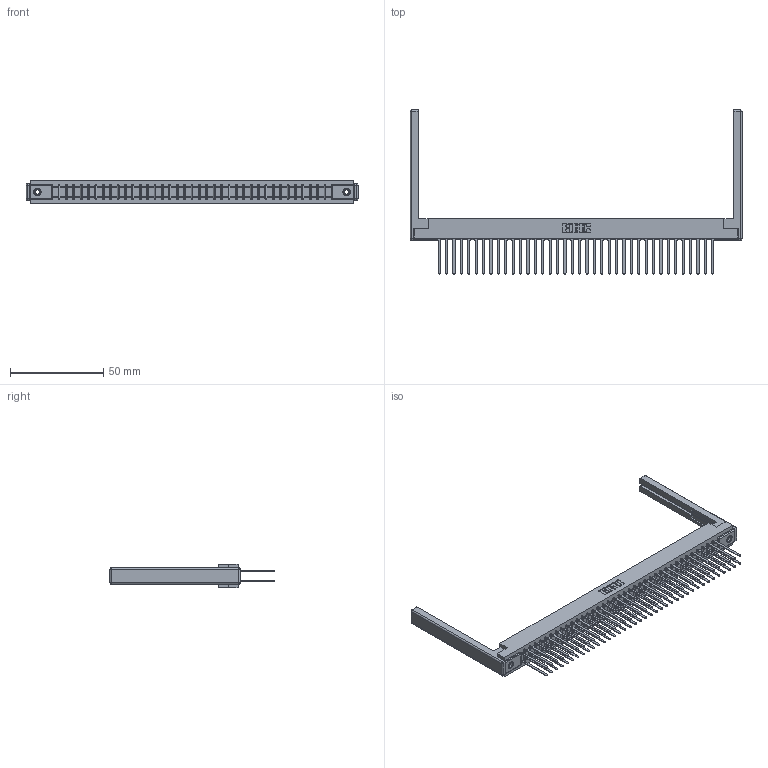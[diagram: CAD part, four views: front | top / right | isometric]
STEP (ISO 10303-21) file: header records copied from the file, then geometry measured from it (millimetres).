
FILE_DESCRIPTION (( 'STEP AP203' ), '1' );
FILE_NAME ('307-076-540-268.STEP', '2019-09-06T22:02:06', ( '' ), ( '' ), 'SwSTEP 2.0', 'SolidWorks 2016', '' );
FILE_SCHEMA (( 'CONFIG_CONTROL_DESIGN' ));
Length unit declared in the file: inch
Products named in the file (5): 307-220-068; 307-290-001_540; 345-250-001_345-250-001-102; 307 Part_.156 Dia Mounting Holes; 307-076-540-268
Assembly tree (81 placements, depth 2):
  307-076-540-268
    307 Part_.156 Dia Mounting Holes
    307-290-001_540  x76
    307-220-068  x2
    345-250-001_345-250-001-102  x2
Bounding box: 178 x 87.96 x 12.7 mm (x, y, z)
Volume: 23705.2 mm3; surface area: 30080.9 mm2
Topology: 81 solids, 81 shells, 3807 faces, 10593 edges, 6834 vertices
Faces by surface type: plane 2514, cylinder 1191, sphere 86, cone 12, torus 4
Entity records: 37013 total; most frequent: CARTESIAN_POINT 6031, ORIENTED_EDGE 5968, DIRECTION 5924, EDGE_CURVE 2984, LINE 2286, VECTOR 2286, VERTEX_POINT 1926, AXIS2_PLACEMENT_3D 1819
